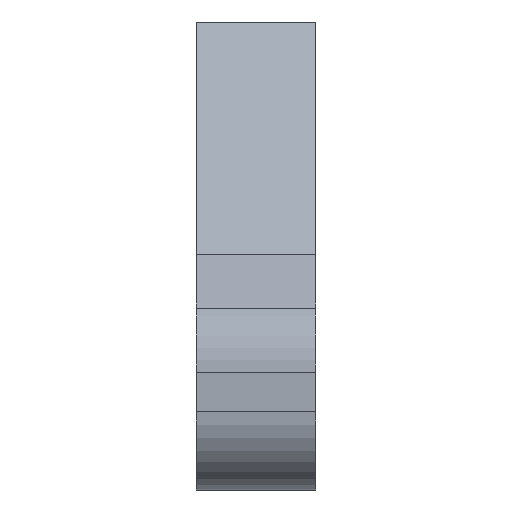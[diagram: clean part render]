
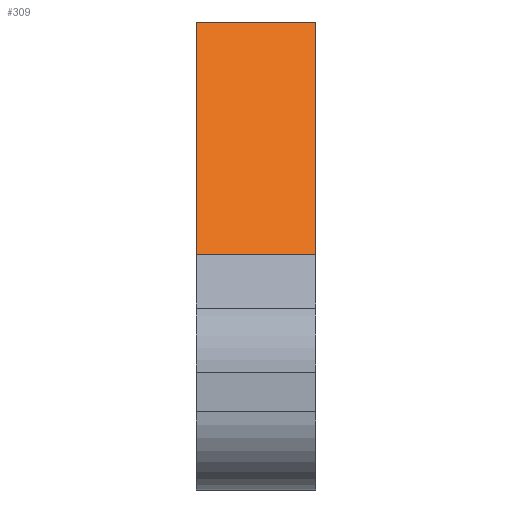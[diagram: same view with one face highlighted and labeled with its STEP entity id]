
A CAD part, front view. The second image highlights one B-rep face of the part: STEP entity #309.
In plain terms, the highlighted planar face has unit normal (0, -0.766, 0.643).
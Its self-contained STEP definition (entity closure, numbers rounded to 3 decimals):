
#1 = VERTEX_POINT ( 'NONE', #146 ) ;
#79 = CARTESIAN_POINT ( 'NONE',  ( 9.5, 85.096, 74.577 ) ) ;
#80 = VERTEX_POINT ( 'NONE', #678 ) ;
#93 = CARTESIAN_POINT ( 'NONE',  ( -9.5, 29.584, 8.421 ) ) ;
#137 = VECTOR ( 'NONE', #579, 1000. ) ;
#146 = CARTESIAN_POINT ( 'NONE',  ( 9.5, 85.096, 74.577 ) ) ;
#155 = CARTESIAN_POINT ( 'NONE',  ( 9.5, 29.584, 8.421 ) ) ;
#206 = VERTEX_POINT ( 'NONE', #506 ) ;
#230 = PLANE ( 'NONE',  #580 ) ;
#269 = EDGE_CURVE ( 'NONE', #1, #80, #638, .T. ) ;
#281 = EDGE_CURVE ( 'NONE', #80, #510, #849, .T. ) ;
#309 = ADVANCED_FACE ( 'NONE', ( #825 ), #230, .F. ) ;
#345 = EDGE_CURVE ( 'NONE', #206, #510, #360, .T. ) ;
#360 = LINE ( 'NONE', #556, #503 ) ;
#372 = CARTESIAN_POINT ( 'NONE',  ( 9.5, 29.584, 8.421 ) ) ;
#406 = ORIENTED_EDGE ( 'NONE', *, *, #269, .F. ) ;
#415 = EDGE_CURVE ( 'NONE', #1, #206, #604, .T. ) ;
#503 = VECTOR ( 'NONE', #547, 1000. ) ;
#506 = CARTESIAN_POINT ( 'NONE',  ( -9.5, 85.096, 74.577 ) ) ;
#510 = VERTEX_POINT ( 'NONE', #93 ) ;
#515 = EDGE_LOOP ( 'NONE', ( #787, #659, #406, #535 ) ) ;
#535 = ORIENTED_EDGE ( 'NONE', *, *, #415, .T. ) ;
#546 = VECTOR ( 'NONE', #821, 1000. ) ;
#547 = DIRECTION ( 'NONE',  ( 0., -0.643, -0.766 ) ) ;
#556 = CARTESIAN_POINT ( 'NONE',  ( -9.5, 29.584, 8.421 ) ) ;
#579 = DIRECTION ( 'NONE',  ( 0., -0.643, -0.766 ) ) ;
#580 = AXIS2_PLACEMENT_3D ( 'NONE', #155, #755, #620 ) ;
#584 = DIRECTION ( 'NONE',  ( -1., 0., 0. ) ) ;
#604 = LINE ( 'NONE', #79, #546 ) ;
#620 = DIRECTION ( 'NONE',  ( 0., 0.643, 0.766 ) ) ;
#638 = LINE ( 'NONE', #372, #137 ) ;
#654 = CARTESIAN_POINT ( 'NONE',  ( 9.5, 29.584, 8.421 ) ) ;
#659 = ORIENTED_EDGE ( 'NONE', *, *, #281, .F. ) ;
#678 = CARTESIAN_POINT ( 'NONE',  ( 9.5, 29.584, 8.421 ) ) ;
#697 = VECTOR ( 'NONE', #584, 1000. ) ;
#755 = DIRECTION ( 'NONE',  ( 0., 0.766, -0.643 ) ) ;
#787 = ORIENTED_EDGE ( 'NONE', *, *, #345, .T. ) ;
#821 = DIRECTION ( 'NONE',  ( -1., 0., 0. ) ) ;
#825 = FACE_OUTER_BOUND ( 'NONE', #515, .T. ) ;
#849 = LINE ( 'NONE', #654, #697 ) ;
